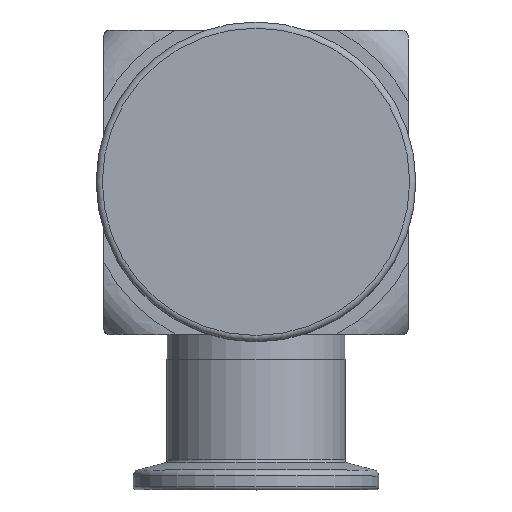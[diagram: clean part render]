
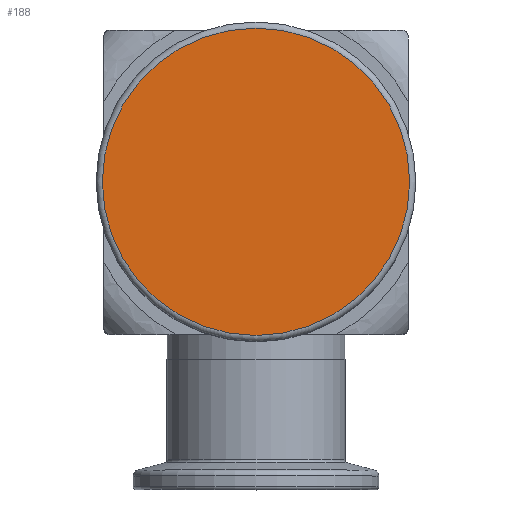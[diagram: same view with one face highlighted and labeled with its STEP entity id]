
A CAD part, top view. The second image highlights one B-rep face of the part: STEP entity #188.
In plain terms, the highlighted planar face has unit normal (0, 0, 1).
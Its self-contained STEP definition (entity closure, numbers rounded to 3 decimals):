
#188 = ADVANCED_FACE( '', ( #382 ), #383, .T. );
#382 = FACE_OUTER_BOUND( '', #606, .T. );
#383 = PLANE( '', #607 );
#606 = EDGE_LOOP( '', ( #893 ) );
#607 = AXIS2_PLACEMENT_3D( '', #894, #895, #896 );
#893 = ORIENTED_EDGE( '', *, *, #1212, .T. );
#894 = CARTESIAN_POINT( '', ( -26., 0., 30.5 ) );
#895 = DIRECTION( '', ( 0., 0., 1. ) );
#896 = DIRECTION( '', ( 1., 0., 0. ) );
#1212 = EDGE_CURVE( '', #1404, #1404, #1405, .T. );
#1404 = VERTEX_POINT( '', #1857 );
#1405 = CIRCLE( '', #1858, 25. );
#1857 = CARTESIAN_POINT( '', ( 25., 0., 30.5 ) );
#1858 = AXIS2_PLACEMENT_3D( '', #2277, #2278, #2279 );
#2277 = CARTESIAN_POINT( '', ( 0., 0., 30.5 ) );
#2278 = DIRECTION( '', ( 0., 0., 1. ) );
#2279 = DIRECTION( '', ( 1., 0., 0. ) );
